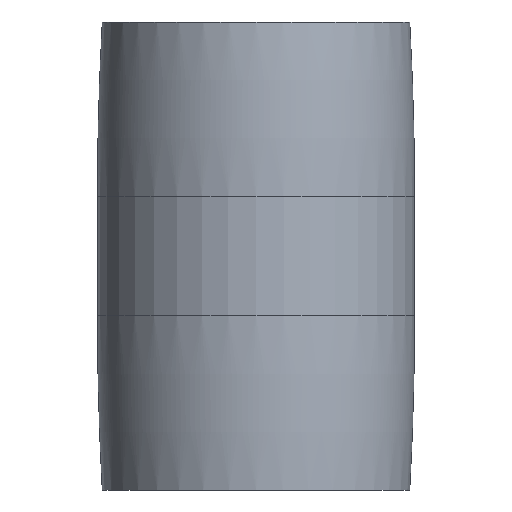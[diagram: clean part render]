
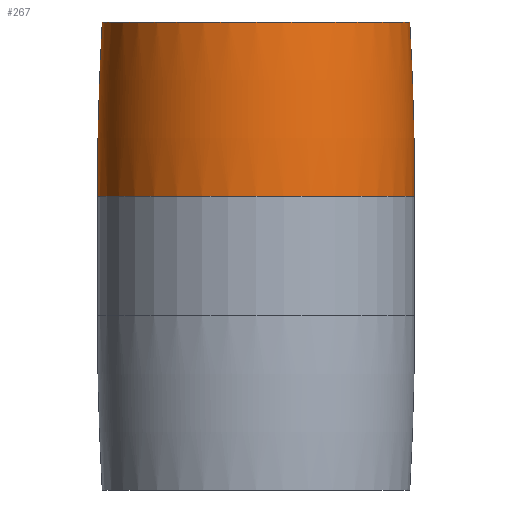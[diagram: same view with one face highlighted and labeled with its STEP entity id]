
A CAD part, front view. The second image highlights one B-rep face of the part: STEP entity #267.
In plain terms, the highlighted toroidal (fillet/blend) face has major radius 633.425 mm and minor radius 666.625 mm.
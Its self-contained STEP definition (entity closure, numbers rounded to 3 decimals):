
#7 = TOROIDAL_SURFACE ( 'NONE', #904, -633.425, 666.625 ) ;
#29 = EDGE_CURVE ( 'NONE', #254, #893, #873, .T. ) ;
#32 = DIRECTION ( 'NONE',  ( -1., 0., 0. ) ) ;
#34 = ORIENTED_EDGE ( 'NONE', *, *, #391, .F. ) ;
#41 = CIRCLE ( 'NONE', #508, 666.625 ) ;
#70 = CARTESIAN_POINT ( 'NONE',  ( 0., 0., 49. ) ) ;
#88 = CIRCLE ( 'NONE', #470, 32.2 ) ;
#139 = DIRECTION ( 'NONE',  ( 0., 0., -1. ) ) ;
#151 = DIRECTION ( 'NONE',  ( 0., 0., 1. ) ) ;
#196 = VERTEX_POINT ( 'NONE', #781 ) ;
#205 = EDGE_CURVE ( 'NONE', #254, #196, #41, .T. ) ;
#254 = VERTEX_POINT ( 'NONE', #668 ) ;
#267 = ADVANCED_FACE ( 'NONE', ( #293 ), #7, .T. ) ;
#276 = AXIS2_PLACEMENT_3D ( 'NONE', #897, #358, #139 ) ;
#282 = ORIENTED_EDGE ( 'NONE', *, *, #789, .T. ) ;
#290 = DIRECTION ( 'NONE',  ( 0., 0., 1. ) ) ;
#293 = FACE_OUTER_BOUND ( 'NONE', #877, .T. ) ;
#345 = VERTEX_POINT ( 'NONE', #953 ) ;
#349 = ORIENTED_EDGE ( 'NONE', *, *, #205, .F. ) ;
#358 = DIRECTION ( 'NONE',  ( 0., -1., 0. ) ) ;
#365 = DIRECTION ( 'NONE',  ( 0., 0., 1. ) ) ;
#391 = EDGE_CURVE ( 'NONE', #196, #345, #88, .T. ) ;
#408 = DIRECTION ( 'NONE',  ( 0., 1., 0. ) ) ;
#441 = AXIS2_PLACEMENT_3D ( 'NONE', #537, #151, #907 ) ;
#470 = AXIS2_PLACEMENT_3D ( 'NONE', #70, #365, #815 ) ;
#508 = AXIS2_PLACEMENT_3D ( 'NONE', #790, #408, #32 ) ;
#517 = DIRECTION ( 'NONE',  ( 1., 0., 0. ) ) ;
#537 = CARTESIAN_POINT ( 'NONE',  ( 0., 0., 12.5 ) ) ;
#558 = ORIENTED_EDGE ( 'NONE', *, *, #29, .T. ) ;
#617 = CARTESIAN_POINT ( 'NONE',  ( 33.2, 0., 12.5 ) ) ;
#664 = CARTESIAN_POINT ( 'NONE',  ( 0., 0., 12.5 ) ) ;
#668 = CARTESIAN_POINT ( 'NONE',  ( -33.2, 0., 12.5 ) ) ;
#781 = CARTESIAN_POINT ( 'NONE',  ( -32.2, 0., 49. ) ) ;
#789 = EDGE_CURVE ( 'NONE', #893, #345, #876, .T. ) ;
#790 = CARTESIAN_POINT ( 'NONE',  ( 633.425, 0., 12.5 ) ) ;
#815 = DIRECTION ( 'NONE',  ( 1., 0., 0. ) ) ;
#873 = CIRCLE ( 'NONE', #441, 33.2 ) ;
#876 = CIRCLE ( 'NONE', #276, 666.625 ) ;
#877 = EDGE_LOOP ( 'NONE', ( #349, #558, #282, #34 ) ) ;
#893 = VERTEX_POINT ( 'NONE', #617 ) ;
#897 = CARTESIAN_POINT ( 'NONE',  ( -633.425, 0., 12.5 ) ) ;
#904 = AXIS2_PLACEMENT_3D ( 'NONE', #664, #290, #517 ) ;
#907 = DIRECTION ( 'NONE',  ( 1., 0., 0. ) ) ;
#953 = CARTESIAN_POINT ( 'NONE',  ( 32.2, 0., 49. ) ) ;
